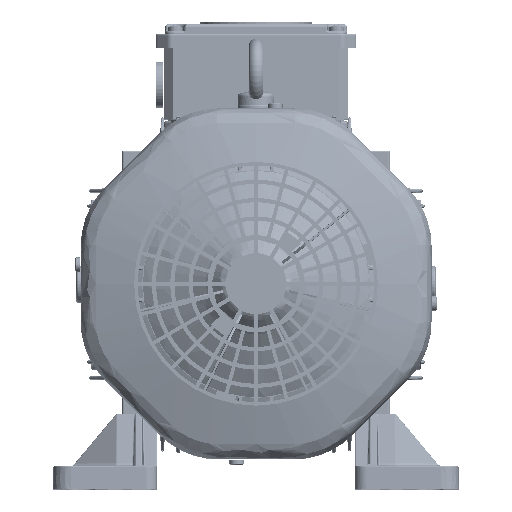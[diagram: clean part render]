
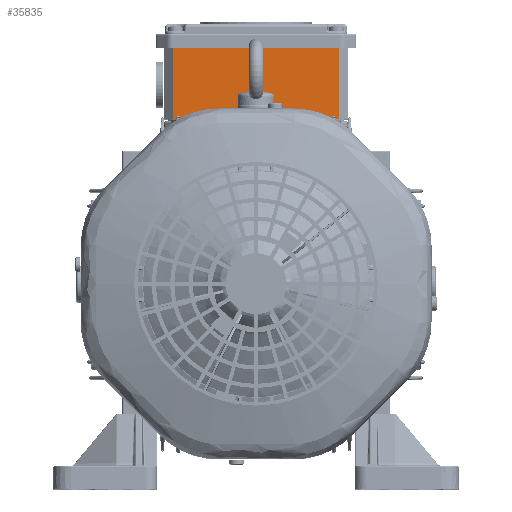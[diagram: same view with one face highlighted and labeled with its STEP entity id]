
A CAD part, top view. The second image highlights one B-rep face of the part: STEP entity #35835.
In plain terms, the highlighted planar face has unit normal (0, 0, 1).
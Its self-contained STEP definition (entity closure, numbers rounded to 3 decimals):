
#35835=ADVANCED_FACE('',(#44107),#42573,.T.);
#42573=PLANE('',#138764);
#44107=FACE_OUTER_BOUND('',#50620,.T.);
#50620=EDGE_LOOP('',(#57827,#57828,#57829,#57830));
#57827=ORIENTED_EDGE('',*,*,#104564,.F.);
#57828=ORIENTED_EDGE('',*,*,#104576,.T.);
#57829=ORIENTED_EDGE('',*,*,#104554,.F.);
#57830=ORIENTED_EDGE('',*,*,#104550,.F.);
#91215=VERTEX_POINT('',#177620);
#91217=VERTEX_POINT('',#177623);
#91220=VERTEX_POINT('',#177631);
#91228=VERTEX_POINT('',#177650);
#104550=EDGE_CURVE('',#91215,#91217,#125207,.T.);
#104554=EDGE_CURVE('',#91217,#91220,#125211,.T.);
#104564=EDGE_CURVE('',#91228,#91215,#125221,.T.);
#104576=EDGE_CURVE('',#91228,#91220,#125233,.T.);
#125207=LINE('',#177622,#131978);
#125211=LINE('',#177630,#131982);
#125221=LINE('',#177651,#131992);
#125233=LINE('',#177674,#132004);
#131978=VECTOR('',#149480,1.);
#131982=VECTOR('',#149486,1.);
#131992=VECTOR('',#149500,1.);
#132004=VECTOR('',#149514,1.);
#138764=AXIS2_PLACEMENT_3D('',#177675,#149515,#149516);
#149480=DIRECTION('',(0.,-1.,0.));
#149486=DIRECTION('',(-1.,0.,0.));
#149500=DIRECTION('',(1.,0.,0.));
#149514=DIRECTION('',(0.,-1.,0.));
#149515=DIRECTION('',(0.,0.,1.));
#149516=DIRECTION('',(1.,0.,0.));
#177620=CARTESIAN_POINT('',(45.172,129.5,172.));
#177622=CARTESIAN_POINT('',(45.172,142.,172.));
#177623=CARTESIAN_POINT('',(45.172,90.,172.));
#177630=CARTESIAN_POINT('',(45.172,90.,172.));
#177631=CARTESIAN_POINT('',(-45.172,90.,172.));
#177650=CARTESIAN_POINT('',(-45.172,129.5,172.));
#177651=CARTESIAN_POINT('',(-45.172,129.5,172.));
#177674=CARTESIAN_POINT('',(-45.172,142.,172.));
#177675=CARTESIAN_POINT('',(45.172,142.,172.));
